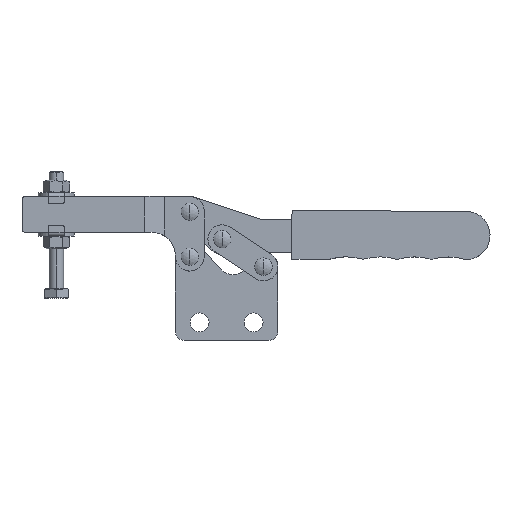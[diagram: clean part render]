
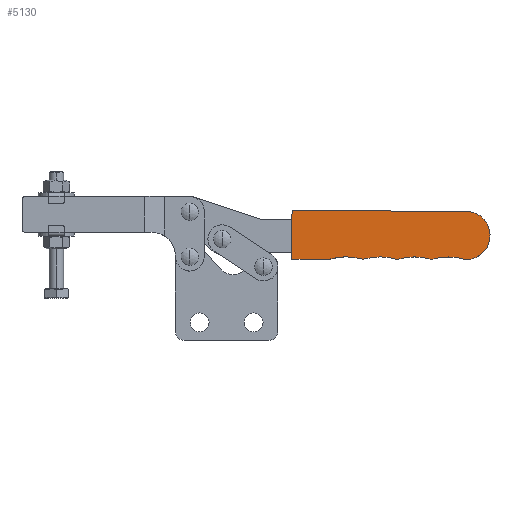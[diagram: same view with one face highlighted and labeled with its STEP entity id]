
A CAD part, top view. The second image highlights one B-rep face of the part: STEP entity #5130.
In plain terms, the highlighted planar face has unit normal (0, 0, 1).
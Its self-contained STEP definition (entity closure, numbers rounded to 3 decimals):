
#8 = DIRECTION ( 'NONE',  ( 1., -0.001, 0. ) ) ;
#50 = VECTOR ( 'NONE', #2857, 1000. ) ;
#285 = CARTESIAN_POINT ( 'NONE',  ( 66.453, 24.542, 7. ) ) ;
#290 = CIRCLE ( 'NONE', #6405, 32. ) ;
#309 = DIRECTION ( 'NONE',  ( 1., -0.001, 0. ) ) ;
#369 = ORIENTED_EDGE ( 'NONE', *, *, #8008, .T. ) ;
#378 = VERTEX_POINT ( 'NONE', #4994 ) ;
#422 = AXIS2_PLACEMENT_3D ( 'NONE', #285, #1160, #3107 ) ;
#535 = DIRECTION ( 'NONE',  ( 1., -0.001, 0. ) ) ;
#566 = EDGE_CURVE ( 'NONE', #8081, #1639, #1600, .T. ) ;
#588 = DIRECTION ( 'NONE',  ( 0., 0., 1. ) ) ;
#667 = AXIS2_PLACEMENT_3D ( 'NONE', #2167, #6188, #6519 ) ;
#947 = AXIS2_PLACEMENT_3D ( 'NONE', #5734, #3414, #5437 ) ;
#1025 = CARTESIAN_POINT ( 'NONE',  ( 46.646, 21.75, 7. ) ) ;
#1160 = DIRECTION ( 'NONE',  ( 0., 0., 1. ) ) ;
#1178 = ORIENTED_EDGE ( 'NONE', *, *, #8627, .T. ) ;
#1249 = CARTESIAN_POINT ( 'NONE',  ( 104.484, 48.359, 7. ) ) ;
#1544 = VERTEX_POINT ( 'NONE', #1628 ) ;
#1551 = CARTESIAN_POINT ( 'NONE',  ( 38.039, -9.07, 7. ) ) ;
#1600 = CIRCLE ( 'NONE', #5963, 3. ) ;
#1628 = CARTESIAN_POINT ( 'NONE',  ( 48.253, 21.748, 7. ) ) ;
#1639 = VERTEX_POINT ( 'NONE', #3728 ) ;
#2089 = AXIS2_PLACEMENT_3D ( 'NONE', #7838, #7349, #3265 ) ;
#2091 = CIRCLE ( 'NONE', #3958, 32. ) ;
#2167 = CARTESIAN_POINT ( 'NONE',  ( 104.876, 24.367, 7. ) ) ;
#2185 = EDGE_LOOP ( 'NONE', ( #3186, #369, #3760, #8653, #2531, #3422, #5610, #3858, #7877, #1178, #6114, #6251, #3474 ) ) ;
#2337 = LINE ( 'NONE', #2385, #5987 ) ;
#2360 = CARTESIAN_POINT ( 'NONE',  ( 28.001, 24.46, 7. ) ) ;
#2385 = CARTESIAN_POINT ( 'NONE',  ( 7.855, 48.486, 7. ) ) ;
#2531 = ORIENTED_EDGE ( 'NONE', *, *, #6845, .T. ) ;
#2642 = VERTEX_POINT ( 'NONE', #4581 ) ;
#2852 = CIRCLE ( 'NONE', #422, 3. ) ;
#2856 = CARTESIAN_POINT ( 'NONE',  ( 76.039, -9.12, 7. ) ) ;
#2857 = DIRECTION ( 'NONE',  ( -0.001, -1., 0. ) ) ;
#2858 = DIRECTION ( 'NONE',  ( 0., 0., 1. ) ) ;
#2924 = EDGE_CURVE ( 'NONE', #2642, #8407, #6696, .T. ) ;
#2933 = CARTESIAN_POINT ( 'NONE',  ( 94.779, -9.145, 7. ) ) ;
#3094 = CARTESIAN_POINT ( 'NONE',  ( 65.624, 21.659, 7. ) ) ;
#3107 = DIRECTION ( 'NONE',  ( 1., -0.001, 0. ) ) ;
#3186 = ORIENTED_EDGE ( 'NONE', *, *, #7858, .T. ) ;
#3193 = VERTEX_POINT ( 'NONE', #1249 ) ;
#3247 = CARTESIAN_POINT ( 'NONE',  ( 7.855, 48.486, 7. ) ) ;
#3265 = DIRECTION ( 'NONE',  ( 1., -0.001, 0. ) ) ;
#3392 = FACE_OUTER_BOUND ( 'NONE', #2185, .T. ) ;
#3405 = AXIS2_PLACEMENT_3D ( 'NONE', #7826, #588, #6822 ) ;
#3414 = DIRECTION ( 'NONE',  ( 0., 0., 1. ) ) ;
#3422 = ORIENTED_EDGE ( 'NONE', *, *, #5425, .T. ) ;
#3424 = DIRECTION ( 'NONE',  ( 0., 0., -1. ) ) ;
#3474 = ORIENTED_EDGE ( 'NONE', *, *, #4962, .T. ) ;
#3550 = EDGE_CURVE ( 'NONE', #3694, #8081, #5819, .T. ) ;
#3582 = CIRCLE ( 'NONE', #2089, 32. ) ;
#3634 = DIRECTION ( 'NONE',  ( 1., -0.001, 0. ) ) ;
#3694 = VERTEX_POINT ( 'NONE', #7878 ) ;
#3711 = DIRECTION ( 'NONE',  ( 1., -0.001, 0. ) ) ;
#3728 = CARTESIAN_POINT ( 'NONE',  ( 28.862, 21.586, 7. ) ) ;
#3760 = ORIENTED_EDGE ( 'NONE', *, *, #4164, .T. ) ;
#3768 = AXIS2_PLACEMENT_3D ( 'NONE', #8306, #2858, #8 ) ;
#3817 = AXIS2_PLACEMENT_3D ( 'NONE', #2933, #3424, #535 ) ;
#3858 = ORIENTED_EDGE ( 'NONE', *, *, #3550, .T. ) ;
#3899 = VERTEX_POINT ( 'NONE', #7915 ) ;
#3958 = AXIS2_PLACEMENT_3D ( 'NONE', #2856, #4310, #6951 ) ;
#3983 = CARTESIAN_POINT ( 'NONE',  ( 27.997, 21.46, 7. ) ) ;
#4154 = VERTEX_POINT ( 'NONE', #1025 ) ;
#4164 = EDGE_CURVE ( 'NONE', #7906, #2642, #7486, .T. ) ;
#4310 = DIRECTION ( 'NONE',  ( 0., 0., -1. ) ) ;
#4348 = VERTEX_POINT ( 'NONE', #7922 ) ;
#4581 = CARTESIAN_POINT ( 'NONE',  ( 104.011, 21.495, 7. ) ) ;
#4962 = EDGE_CURVE ( 'NONE', #5335, #378, #2852, .T. ) ;
#4994 = CARTESIAN_POINT ( 'NONE',  ( 67.275, 21.656, 7. ) ) ;
#5092 = CARTESIAN_POINT ( 'NONE',  ( 27.997, 21.46, 7. ) ) ;
#5130 = ADVANCED_FACE ( 'NONE', ( #3392 ), #8045, .T. ) ;
#5146 = CIRCLE ( 'NONE', #3768, 3. ) ;
#5335 = VERTEX_POINT ( 'NONE', #3094 ) ;
#5409 = CARTESIAN_POINT ( 'NONE',  ( 76.039, -9.12, 7. ) ) ;
#5423 = LINE ( 'NONE', #3247, #50 ) ;
#5425 = EDGE_CURVE ( 'NONE', #3193, #3899, #2337, .T. ) ;
#5437 = DIRECTION ( 'NONE',  ( 1., -0.001, 0. ) ) ;
#5610 = ORIENTED_EDGE ( 'NONE', *, *, #6022, .T. ) ;
#5689 = EDGE_CURVE ( 'NONE', #4154, #1544, #6330, .T. ) ;
#5734 = CARTESIAN_POINT ( 'NONE',  ( 47.453, 24.64, 7. ) ) ;
#5819 = LINE ( 'NONE', #3983, #7553 ) ;
#5963 = AXIS2_PLACEMENT_3D ( 'NONE', #2360, #7123, #3711 ) ;
#5987 = VECTOR ( 'NONE', #6155, 1000. ) ;
#6022 = EDGE_CURVE ( 'NONE', #3899, #3694, #5423, .T. ) ;
#6114 = ORIENTED_EDGE ( 'NONE', *, *, #5689, .T. ) ;
#6155 = DIRECTION ( 'NONE',  ( -1., 0.001, 0. ) ) ;
#6188 = DIRECTION ( 'NONE',  ( 0., 0., 1. ) ) ;
#6251 = ORIENTED_EDGE ( 'NONE', *, *, #6360, .T. ) ;
#6330 = CIRCLE ( 'NONE', #947, 3. ) ;
#6360 = EDGE_CURVE ( 'NONE', #1544, #5335, #3582, .T. ) ;
#6405 = AXIS2_PLACEMENT_3D ( 'NONE', #1551, #8369, #309 ) ;
#6519 = DIRECTION ( 'NONE',  ( 1., -0.001, 0. ) ) ;
#6696 = CIRCLE ( 'NONE', #667, 3. ) ;
#6822 = DIRECTION ( 'NONE',  ( 1., -0.001, 0. ) ) ;
#6845 = EDGE_CURVE ( 'NONE', #8407, #3193, #7025, .T. ) ;
#6951 = DIRECTION ( 'NONE',  ( 1., -0.001, 0. ) ) ;
#7025 = CIRCLE ( 'NONE', #3405, 13.5 ) ;
#7123 = DIRECTION ( 'NONE',  ( 0., 0., 1. ) ) ;
#7349 = DIRECTION ( 'NONE',  ( 0., 0., -1. ) ) ;
#7486 = CIRCLE ( 'NONE', #3817, 32. ) ;
#7553 = VECTOR ( 'NONE', #3634, 1000. ) ;
#7696 = CARTESIAN_POINT ( 'NONE',  ( 86.253, 21.698, 7. ) ) ;
#7747 = AXIS2_PLACEMENT_3D ( 'NONE', #5409, #7977, #7815 ) ;
#7815 = DIRECTION ( 'NONE',  ( 1., -0.001, 0. ) ) ;
#7826 = CARTESIAN_POINT ( 'NONE',  ( 104.467, 34.859, 7. ) ) ;
#7838 = CARTESIAN_POINT ( 'NONE',  ( 56.779, -9.095, 7. ) ) ;
#7858 = EDGE_CURVE ( 'NONE', #378, #4348, #2091, .T. ) ;
#7877 = ORIENTED_EDGE ( 'NONE', *, *, #566, .T. ) ;
#7878 = CARTESIAN_POINT ( 'NONE',  ( 7.819, 21.486, 7. ) ) ;
#7906 = VERTEX_POINT ( 'NONE', #7696 ) ;
#7915 = CARTESIAN_POINT ( 'NONE',  ( 7.855, 48.486, 7. ) ) ;
#7922 = CARTESIAN_POINT ( 'NONE',  ( 84.646, 21.7, 7. ) ) ;
#7977 = DIRECTION ( 'NONE',  ( 0., 0., 1. ) ) ;
#8008 = EDGE_CURVE ( 'NONE', #4348, #7906, #5146, .T. ) ;
#8045 = PLANE ( 'NONE',  #7747 ) ;
#8081 = VERTEX_POINT ( 'NONE', #5092 ) ;
#8306 = CARTESIAN_POINT ( 'NONE',  ( 85.453, 24.59, 7. ) ) ;
#8369 = DIRECTION ( 'NONE',  ( 0., 0., -1. ) ) ;
#8407 = VERTEX_POINT ( 'NONE', #8497 ) ;
#8497 = CARTESIAN_POINT ( 'NONE',  ( 104.993, 21.369, 7. ) ) ;
#8627 = EDGE_CURVE ( 'NONE', #1639, #4154, #290, .T. ) ;
#8653 = ORIENTED_EDGE ( 'NONE', *, *, #2924, .T. ) ;
